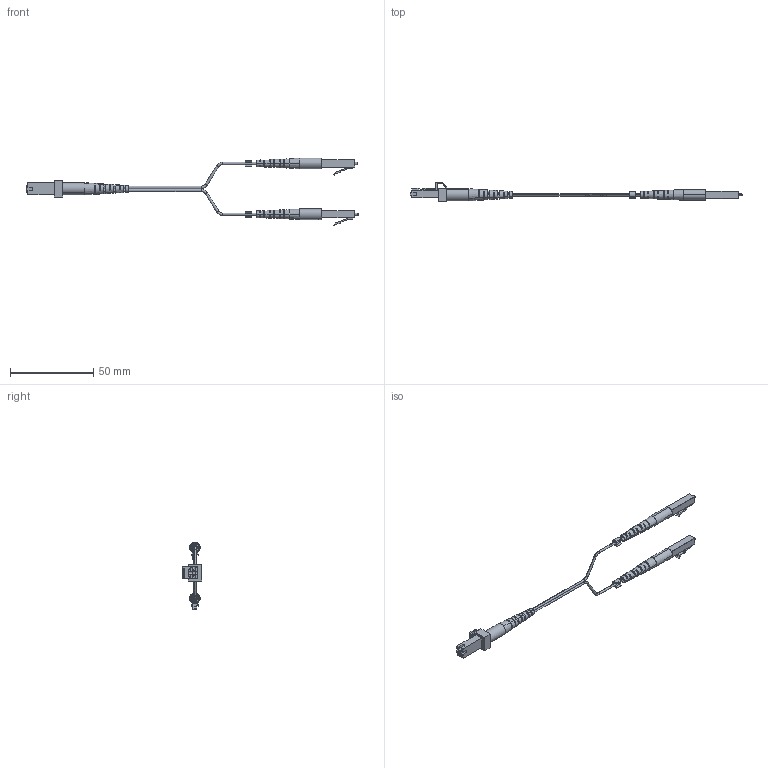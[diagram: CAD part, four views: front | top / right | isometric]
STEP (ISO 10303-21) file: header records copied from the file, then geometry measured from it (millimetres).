
FILE_DESCRIPTION (( 'STEP AP203' ), '1' );
FILE_NAME ('FODZMT50-LC.STEP', '2006-06-23T19:36:57', ( 'lcom' ), ( 'lcom' ), 'SwSTEP 2.0', 'SolidWorks 2006004', '' );
FILE_SCHEMA (( 'CONFIG_CONTROL_DESIGN' ));
Length unit declared in the file: inch
Products named in the file (11): FODZMT50-LC; LBL-C3P-A; 1AF03-001; LBL-C3P-B; 1BA04-003; 1AF03-001-MA2_WITHOUT FERRULE; 1AF03-001-MA1; 1AF02-004; 1AL06-074-MA1_FODZMT-LC; 1AF02-004-MA1_WITHOU BACK CLIP; 1AF02-004-MA2
Assembly tree (11 placements, depth 3):
  FODZMT50-LC
    1AF02-004  x2
      1AF02-004-MA2
      1AF02-004-MA1_WITHOU BACK CLIP
    LBL-C3P-B
    LBL-C3P-A
    1BA04-003
    1AL06-074-MA1_FODZMT-LC
    1AF03-001
      1AF03-001-MA2_WITHOUT FERRULE
      1AF03-001-MA1
Bounding box: 199.26 x 11.44 x 40.6 mm (x, y, z)
Volume: 3419.1 mm3; surface area: 7851.8 mm2
Topology: 10 solids, 10 shells, 521 faces, 1470 edges, 942 vertices
Faces by surface type: plane 368, cylinder 84, cone 40, torus 12, bspline 9, sphere 8
Entity records: 14662 total; most frequent: CARTESIAN_POINT 3638, ORIENTED_EDGE 2114, DIRECTION 2002, EDGE_CURVE 1057, AXIS2_PLACEMENT_3D 701, VERTEX_POINT 684, VECTOR 600, LINE 600
